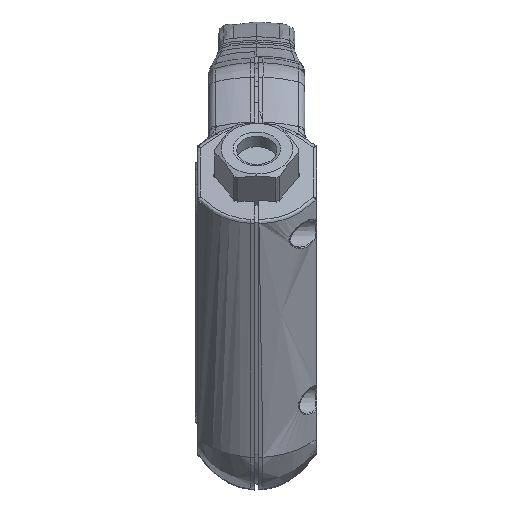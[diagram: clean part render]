
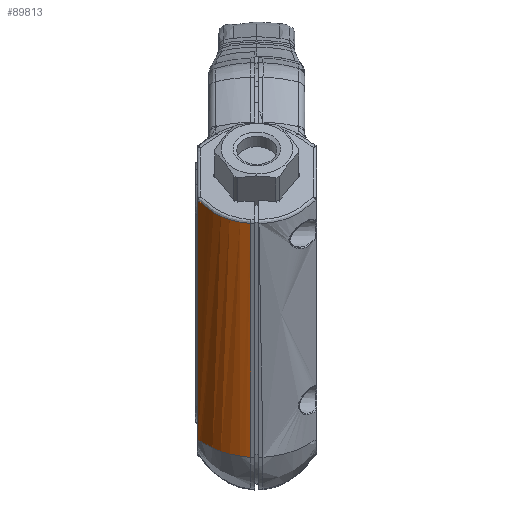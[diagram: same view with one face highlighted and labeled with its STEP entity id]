
A CAD part, top view. The second image highlights one B-rep face of the part: STEP entity #89813.
In plain terms, the highlighted free-form (B-spline) face has degree [3, 1] with [12, 2] control points.
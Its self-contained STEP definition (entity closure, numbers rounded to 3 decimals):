
#635=B_SPLINE_SURFACE_WITH_KNOTS('',3,1,((#144614,#144615),(#144616,#144617),
(#144618,#144619),(#144620,#144621),(#144622,#144623),(#144624,#144625),
(#144626,#144627),(#144628,#144629),(#144630,#144631),(#144632,#144633),
(#144634,#144635),(#144636,#144637)),.SURF_OF_LINEAR_EXTRUSION.,.F.,.F.,
 .F.,(4,1,1,1,1,1,1,1,1,4),(2,2),(0.01,0.26,
0.385,0.51,0.635,0.76,
0.822,0.885,0.947,1.01),
(0.,1.),.UNSPECIFIED.);
#3923=B_SPLINE_CURVE_WITH_KNOTS('',3,(#144392,#144393,#144394,#144395,#144396,
#144397,#144398,#144399,#144400,#144401,#144402,#144403),.UNSPECIFIED.,
 .F.,.F.,(4,1,1,1,1,1,1,1,1,4),(0.,0.063,
0.125,0.188,0.25,0.375,
0.5,0.625,0.75,1.),.UNSPECIFIED.);
#3938=B_SPLINE_CURVE_WITH_KNOTS('',3,(#144638,#144639,#144640,#144641,#144642,
#144643,#144644,#144645,#144646,#144647,#144648,#144649,#144650,#144651,
#144652,#144653,#144654,#144655,#144656,#144657,#144658,#144659,#144660,
#144661,#144662,#144663,#144664),.UNSPECIFIED.,.F.,.F.,(4,1,1,1,1,1,1,1,
1,1,1,1,1,1,1,1,1,1,1,1,1,1,1,1,4),(0.,0.25,0.375,0.5,0.563,0.625,0.688,
0.719,0.734,0.75,0.766,0.781,0.813,0.844,0.859,0.867,
0.875,0.883,0.891,0.906,0.922,0.938,0.953,0.969,1.),
 .UNSPECIFIED.);
#3939=B_SPLINE_CURVE_WITH_KNOTS('',3,(#144667,#144668,#144669,#144670),
 .UNSPECIFIED.,.F.,.F.,(4,4),(0.,1.),.UNSPECIFIED.);
#3940=B_SPLINE_CURVE_WITH_KNOTS('',3,(#144671,#144672,#144673,#144674),
 .UNSPECIFIED.,.F.,.F.,(4,4),(0.,1.),.UNSPECIFIED.);
#9196=LINE('',#139223,#15212);
#15212=VECTOR('',#104977,1000.);
#24883=ORIENTED_EDGE('',*,*,#50999,.F.);
#24884=ORIENTED_EDGE('',*,*,#51000,.T.);
#24885=ORIENTED_EDGE('',*,*,#50765,.T.);
#24886=ORIENTED_EDGE('',*,*,#50982,.T.);
#24887=ORIENTED_EDGE('',*,*,#51001,.F.);
#50765=EDGE_CURVE('',#64185,#64186,#9196,.T.);
#50982=EDGE_CURVE('',#64186,#64366,#3923,.T.);
#50999=EDGE_CURVE('',#64378,#64379,#3938,.F.);
#51000=EDGE_CURVE('',#64378,#64185,#3939,.T.);
#51001=EDGE_CURVE('',#64379,#64366,#3940,.T.);
#64185=VERTEX_POINT('',#139224);
#64186=VERTEX_POINT('',#139225);
#64366=VERTEX_POINT('',#144404);
#64378=VERTEX_POINT('',#144665);
#64379=VERTEX_POINT('',#144666);
#75289=EDGE_LOOP('',(#24883,#24884,#24885,#24886,#24887));
#81208=FACE_BOUND('',#75289,.T.);
#89813=ADVANCED_FACE('',(#81208),#635,.F.);
#104977=DIRECTION('',(0.,-0.889,-0.459));
#139223=CARTESIAN_POINT('',(-17.363,43.078,46.351));
#139224=CARTESIAN_POINT('',(-17.363,45.023,47.355));
#139225=CARTESIAN_POINT('',(-17.354,-25.23,11.108));
#144392=CARTESIAN_POINT('',(-17.356,-25.233,11.109));
#144393=CARTESIAN_POINT('',(-17.041,-25.35,11.306));
#144394=CARTESIAN_POINT('',(-16.417,-25.588,11.708));
#144395=CARTESIAN_POINT('',(-15.663,-26.048,12.509));
#144396=CARTESIAN_POINT('',(-14.9,-26.503,13.298));
#144397=CARTESIAN_POINT('',(-13.92,-27.124,14.382));
#144398=CARTESIAN_POINT('',(-12.508,-27.829,15.599));
#144399=CARTESIAN_POINT('',(-10.611,-28.566,16.846));
#144400=CARTESIAN_POINT('',(-8.585,-29.189,17.871));
#144401=CARTESIAN_POINT('',(-5.657,-29.87,18.95));
#144402=CARTESIAN_POINT('',(-3.356,-30.186,19.382));
#144403=CARTESIAN_POINT('',(-1.798,-30.312,19.507));
#144404=CARTESIAN_POINT('',(-1.797,-30.301,19.513));
#144614=CARTESIAN_POINT('',(-1.797,-30.738,19.287));
#144615=CARTESIAN_POINT('',(-1.797,41.039,56.323));
#144616=CARTESIAN_POINT('',(-3.357,-30.66,19.137));
#144617=CARTESIAN_POINT('',(-3.357,41.116,56.173));
#144618=CARTESIAN_POINT('',(-5.658,-30.418,18.667));
#144619=CARTESIAN_POINT('',(-5.658,41.359,55.703));
#144620=CARTESIAN_POINT('',(-8.588,-29.835,17.537));
#144621=CARTESIAN_POINT('',(-8.588,41.942,54.572));
#144622=CARTESIAN_POINT('',(-10.614,-29.286,16.473));
#144623=CARTESIAN_POINT('',(-10.614,42.491,53.508));
#144624=CARTESIAN_POINT('',(-12.512,-28.622,15.186));
#144625=CARTESIAN_POINT('',(-12.512,43.155,52.222));
#144626=CARTESIAN_POINT('',(-13.924,-27.977,13.937));
#144627=CARTESIAN_POINT('',(-13.924,43.8,50.973));
#144628=CARTESIAN_POINT('',(-14.904,-27.405,12.827));
#144629=CARTESIAN_POINT('',(-14.904,44.372,49.863));
#144630=CARTESIAN_POINT('',(-15.668,-26.987,12.018));
#144631=CARTESIAN_POINT('',(-15.668,44.79,49.054));
#144632=CARTESIAN_POINT('',(-16.422,-26.564,11.198));
#144633=CARTESIAN_POINT('',(-16.422,45.213,48.234));
#144634=CARTESIAN_POINT('',(-17.047,-26.351,10.785));
#144635=CARTESIAN_POINT('',(-17.047,45.426,47.82));
#144636=CARTESIAN_POINT('',(-17.363,-26.246,10.581));
#144637=CARTESIAN_POINT('',(-17.363,45.531,47.617));
#144638=CARTESIAN_POINT('',(-1.797,38.382,54.952));
#144639=CARTESIAN_POINT('',(-3.382,38.458,54.798));
#144640=CARTESIAN_POINT('',(-5.738,38.782,54.355));
#144641=CARTESIAN_POINT('',(-8.773,39.665,53.293));
#144642=CARTESIAN_POINT('',(-10.502,40.374,52.481));
#144643=CARTESIAN_POINT('',(-11.886,41.08,51.685));
#144644=CARTESIAN_POINT('',(-12.824,41.634,51.065));
#144645=CARTESIAN_POINT('',(-13.534,42.12,50.528));
#144646=CARTESIAN_POINT('',(-13.995,42.476,50.139));
#144647=CARTESIAN_POINT('',(-14.239,42.675,49.922));
#144648=CARTESIAN_POINT('',(-14.438,42.846,49.737));
#144649=CARTESIAN_POINT('',(-14.549,42.943,49.633));
#144650=CARTESIAN_POINT('',(-14.749,43.12,49.444));
#144651=CARTESIAN_POINT('',(-15.021,43.36,49.189));
#144652=CARTESIAN_POINT('',(-15.345,43.641,48.895));
#144653=CARTESIAN_POINT('',(-15.599,43.862,48.665));
#144654=CARTESIAN_POINT('',(-15.744,43.989,48.533));
#144655=CARTESIAN_POINT('',(-15.874,44.102,48.415));
#144656=CARTESIAN_POINT('',(-15.942,44.161,48.355));
#144657=CARTESIAN_POINT('',(-16.056,44.258,48.255));
#144658=CARTESIAN_POINT('',(-16.194,44.372,48.14));
#144659=CARTESIAN_POINT('',(-16.362,44.505,48.008));
#144660=CARTESIAN_POINT('',(-16.559,44.65,47.872));
#144661=CARTESIAN_POINT('',(-16.682,44.732,47.794));
#144662=CARTESIAN_POINT('',(-16.932,44.884,47.639));
#144663=CARTESIAN_POINT('',(-17.167,45.009,47.507));
#144664=CARTESIAN_POINT('',(-17.35,45.101,47.406));
#144665=CARTESIAN_POINT('',(-17.35,45.101,47.406));
#144666=CARTESIAN_POINT('',(-1.797,38.382,54.952));
#144667=CARTESIAN_POINT('',(-17.35,45.101,47.406));
#144668=CARTESIAN_POINT('',(-17.357,45.077,47.387));
#144669=CARTESIAN_POINT('',(-17.361,45.051,47.37));
#144670=CARTESIAN_POINT('',(-17.363,45.023,47.355));
#144671=CARTESIAN_POINT('',(-1.797,38.382,54.953));
#144672=CARTESIAN_POINT('',(-1.797,15.488,43.139));
#144673=CARTESIAN_POINT('',(-1.797,-7.407,31.326));
#144674=CARTESIAN_POINT('',(-1.797,-30.301,19.513));
